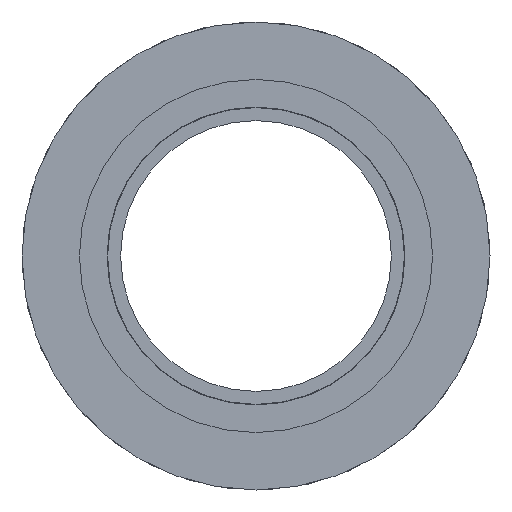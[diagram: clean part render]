
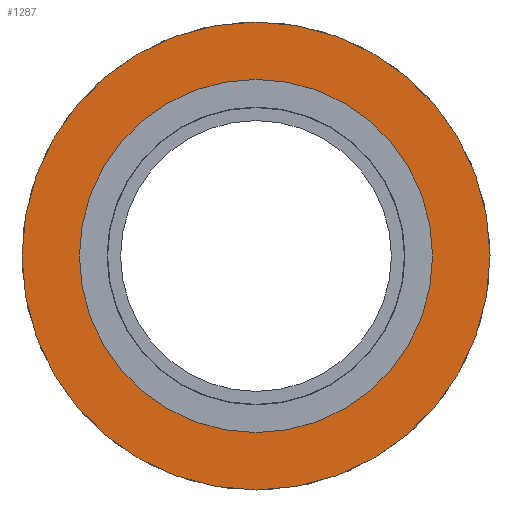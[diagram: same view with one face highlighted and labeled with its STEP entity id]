
A CAD part, front view. The second image highlights one B-rep face of the part: STEP entity #1287.
In plain terms, the highlighted planar face has unit normal (0, -1, 0).
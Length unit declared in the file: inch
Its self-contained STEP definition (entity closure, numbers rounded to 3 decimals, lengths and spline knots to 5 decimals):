
#276 = CIRCLE ( 'NONE', #293, 1.08 ) ;
#293 = AXIS2_PLACEMENT_3D ( 'NONE', #2634, #2635, #2636 ) ;
#337 = AXIS2_PLACEMENT_3D ( 'NONE', #2536, #2537, #2538 ) ;
#342 = CIRCLE ( 'NONE', #337, 0.815 ) ;
#625 = EDGE_CURVE ( 'NONE', #4880, #4809, #3420, .T. ) ;
#637 = EDGE_CURVE ( 'NONE', #4838, #4638, #3415, .T. ) ;
#1045 = CARTESIAN_POINT ( 'NONE',  ( 0., -0.87471, 0. ) ) ;
#1046 = DIRECTION ( 'NONE',  ( 0., 1., 0. ) ) ;
#1048 = DIRECTION ( 'NONE',  ( 0., 0., 1. ) ) ;
#1088 = EDGE_LOOP ( 'NONE', ( #1993, #1989 ) ) ;
#1163 = EDGE_LOOP ( 'NONE', ( #1995, #1994 ) ) ;
#1287 = ADVANCED_FACE ( 'NONE', ( #4419, #4416 ), #4424, .T. ) ;
#1626 = CARTESIAN_POINT ( 'NONE',  ( 0., -0.87471, -0.815 ) ) ;
#1676 = CARTESIAN_POINT ( 'NONE',  ( 0., -0.87471, 1.08 ) ) ;
#1686 = CARTESIAN_POINT ( 'NONE',  ( 0., -0.87471, 0.815 ) ) ;
#1695 = CARTESIAN_POINT ( 'NONE',  ( 0., -0.87471, -1.08 ) ) ;
#1989 = ORIENTED_EDGE ( 'NONE', *, *, #625, .F. ) ;
#1993 = ORIENTED_EDGE ( 'NONE', *, *, #2883, .F. ) ;
#1994 = ORIENTED_EDGE ( 'NONE', *, *, #2850, .T. ) ;
#1995 = ORIENTED_EDGE ( 'NONE', *, *, #637, .T. ) ;
#2157 = AXIS2_PLACEMENT_3D ( 'NONE', #4420, #4425, #4426 ) ;
#2536 = CARTESIAN_POINT ( 'NONE',  ( 0., -0.87471, 0. ) ) ;
#2537 = DIRECTION ( 'NONE',  ( 0., 1., 0. ) ) ;
#2538 = DIRECTION ( 'NONE',  ( 0., 0., 1. ) ) ;
#2634 = CARTESIAN_POINT ( 'NONE',  ( 0., -0.87471, 0. ) ) ;
#2635 = DIRECTION ( 'NONE',  ( 0., 1., 0. ) ) ;
#2636 = DIRECTION ( 'NONE',  ( 0., 0., 1. ) ) ;
#2850 = EDGE_CURVE ( 'NONE', #4638, #4838, #342, .T. ) ;
#2883 = EDGE_CURVE ( 'NONE', #4809, #4880, #276, .T. ) ;
#3399 = CARTESIAN_POINT ( 'NONE',  ( 0., -0.87471, 0. ) ) ;
#3400 = DIRECTION ( 'NONE',  ( 0., 1., 0. ) ) ;
#3402 = DIRECTION ( 'NONE',  ( 0., 0., 1. ) ) ;
#3415 = CIRCLE ( 'NONE', #3434, 0.815 ) ;
#3420 = CIRCLE ( 'NONE', #3429, 1.08 ) ;
#3429 = AXIS2_PLACEMENT_3D ( 'NONE', #1045, #1046, #1048 ) ;
#3434 = AXIS2_PLACEMENT_3D ( 'NONE', #3399, #3400, #3402 ) ;
#4416 = FACE_OUTER_BOUND ( 'NONE', #1088, .T. ) ;
#4419 = FACE_BOUND ( 'NONE', #1163, .T. ) ;
#4420 = CARTESIAN_POINT ( 'NONE',  ( -1.08, -0.87471, 0. ) ) ;
#4424 = PLANE ( 'NONE',  #2157 ) ;
#4425 = DIRECTION ( 'NONE',  ( 0., -1., 0. ) ) ;
#4426 = DIRECTION ( 'NONE',  ( 0., 0., -1. ) ) ;
#4638 = VERTEX_POINT ( 'NONE', #1626 ) ;
#4809 = VERTEX_POINT ( 'NONE', #1676 ) ;
#4838 = VERTEX_POINT ( 'NONE', #1686 ) ;
#4880 = VERTEX_POINT ( 'NONE', #1695 ) ;
